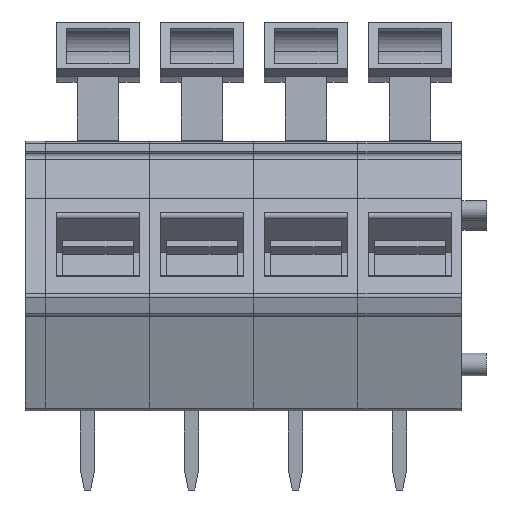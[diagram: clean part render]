
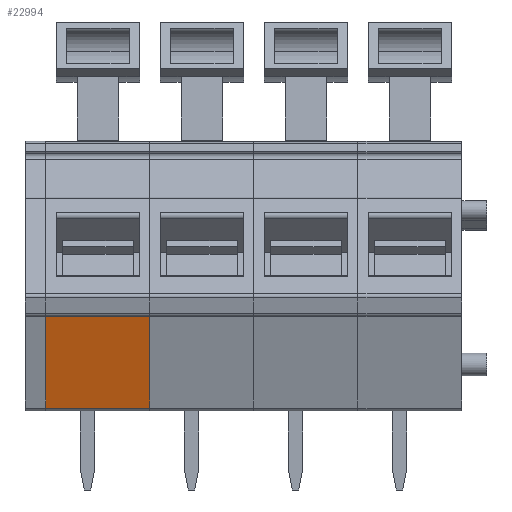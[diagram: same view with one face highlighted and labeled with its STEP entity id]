
A CAD part, front view. The second image highlights one B-rep face of the part: STEP entity #22994.
In plain terms, the highlighted planar face has unit normal (0, -0.955, -0.298).
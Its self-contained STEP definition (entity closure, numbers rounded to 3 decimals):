
#3041 = LINE ( 'NONE', #3917, #33448 ) ;
#3917 = CARTESIAN_POINT ( 'NONE',  ( -5.1, -4.754, 0. ) ) ;
#4434 = VERTEX_POINT ( 'NONE', #21636 ) ;
#8357 = VECTOR ( 'NONE', #17474, 1000. ) ;
#12873 = LINE ( 'NONE', #42069, #8357 ) ;
#14059 = ORIENTED_EDGE ( 'NONE', *, *, #23379, .F. ) ;
#16749 = DIRECTION ( 'NONE',  ( 0., 0.298, -0.955 ) ) ;
#17474 = DIRECTION ( 'NONE',  ( 1., 0., 0. ) ) ;
#17680 = EDGE_LOOP ( 'NONE', ( #14059, #38850, #30530, #23730 ) ) ;
#18736 = EDGE_CURVE ( 'NONE', #35567, #23105, #25250, .T. ) ;
#19159 = EDGE_CURVE ( 'NONE', #4434, #42991, #12873, .T. ) ;
#19287 = CARTESIAN_POINT ( 'NONE',  ( -5.1, -4.754, 0. ) ) ;
#19503 = DIRECTION ( 'NONE',  ( 0., 0.955, 0.298 ) ) ;
#21636 = CARTESIAN_POINT ( 'NONE',  ( -10.1, -4.798, 0.14 ) ) ;
#22251 = AXIS2_PLACEMENT_3D ( 'NONE', #19287, #19503, #29994 ) ;
#22994 = ADVANCED_FACE ( 'NONE', ( #24114 ), #34813, .F. ) ;
#23105 = VERTEX_POINT ( 'NONE', #35336 ) ;
#23379 = EDGE_CURVE ( 'NONE', #35567, #42991, #3041, .T. ) ;
#23730 = ORIENTED_EDGE ( 'NONE', *, *, #19159, .T. ) ;
#24114 = FACE_OUTER_BOUND ( 'NONE', #17680, .T. ) ;
#24518 = CARTESIAN_POINT ( 'NONE',  ( -5.1, -6.277, 4.877 ) ) ;
#24584 = CARTESIAN_POINT ( 'NONE',  ( -10.1, -6.277, 4.877 ) ) ;
#25250 = LINE ( 'NONE', #24584, #45721 ) ;
#29556 = CARTESIAN_POINT ( 'NONE',  ( -5.1, -4.798, 0.14 ) ) ;
#29994 = DIRECTION ( 'NONE',  ( 0., -0.298, 0.955 ) ) ;
#30468 = LINE ( 'NONE', #34394, #33378 ) ;
#30530 = ORIENTED_EDGE ( 'NONE', *, *, #45311, .T. ) ;
#33378 = VECTOR ( 'NONE', #16749, 1000. ) ;
#33448 = VECTOR ( 'NONE', #38974, 1000. ) ;
#34394 = CARTESIAN_POINT ( 'NONE',  ( -10.1, -4.754, 0. ) ) ;
#34813 = PLANE ( 'NONE',  #22251 ) ;
#35336 = CARTESIAN_POINT ( 'NONE',  ( -10.1, -6.277, 4.877 ) ) ;
#35567 = VERTEX_POINT ( 'NONE', #24518 ) ;
#38850 = ORIENTED_EDGE ( 'NONE', *, *, #18736, .T. ) ;
#38974 = DIRECTION ( 'NONE',  ( 0., 0.298, -0.955 ) ) ;
#39412 = DIRECTION ( 'NONE',  ( -1., 0., 0. ) ) ;
#42069 = CARTESIAN_POINT ( 'NONE',  ( -5.1, -4.798, 0.14 ) ) ;
#42991 = VERTEX_POINT ( 'NONE', #29556 ) ;
#45311 = EDGE_CURVE ( 'NONE', #23105, #4434, #30468, .T. ) ;
#45721 = VECTOR ( 'NONE', #39412, 1000. ) ;
